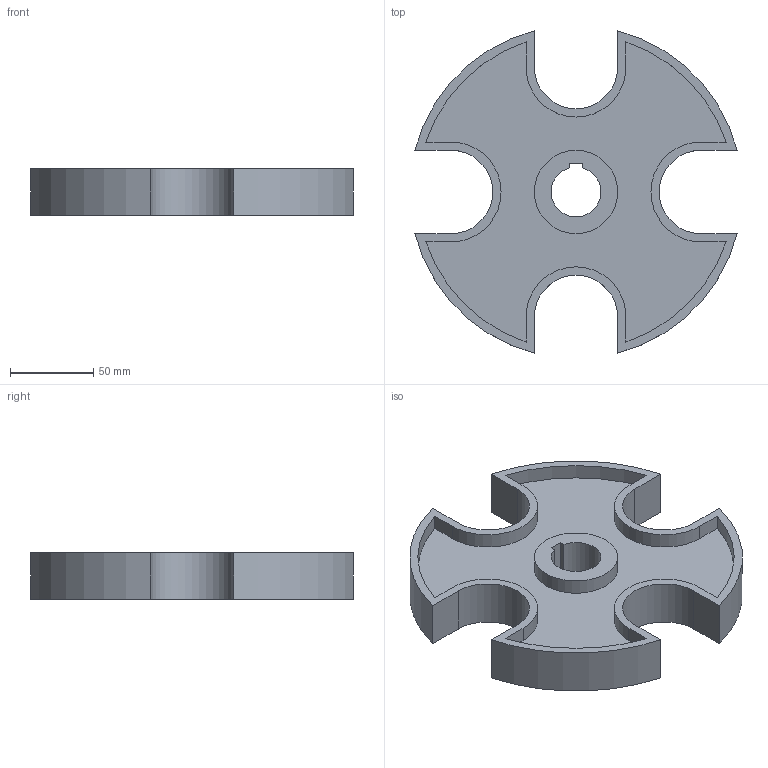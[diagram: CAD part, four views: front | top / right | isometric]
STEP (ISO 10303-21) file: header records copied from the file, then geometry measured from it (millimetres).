
FILE_DESCRIPTION( ('This file contains a STEP AP42 implementation' ,'as created by ZW3D STEP Interface translator.' ,'') ,'2;1' );
FILE_NAME( '蚾沓攫.ipt.stp' ,'251027.114759', (''), ('ZWCAD Software Co.'), 'Version 1.0', 'ZW3D to STEP translator', '' );
FILE_SCHEMA(('AUTOMOTIVE_DESIGN { 1 0 10303 214 1 1 1 1 }'));
Length unit declared in the file: millimetre
Products named in the file (1): 0
Bounding box: 193.65 x 193.65 x 28 mm (x, y, z)
Volume: 321506.3 mm3; surface area: 90496.9 mm2
Topology: 1 solids, 1 shells, 60 faces, 166 edges, 112 vertices
Faces by surface type: plane 33, cylinder 27
Full cylindrical faces by diameter (mm): 50 x2
Entity records: 2024 total; most frequent: DIRECTION 346, CARTESIAN_POINT 339, ORIENTED_EDGE 332, EDGE_CURVE 166, AXIS2_PLACEMENT_3D 119, VERTEX_POINT 112, VECTOR 108, LINE 108
